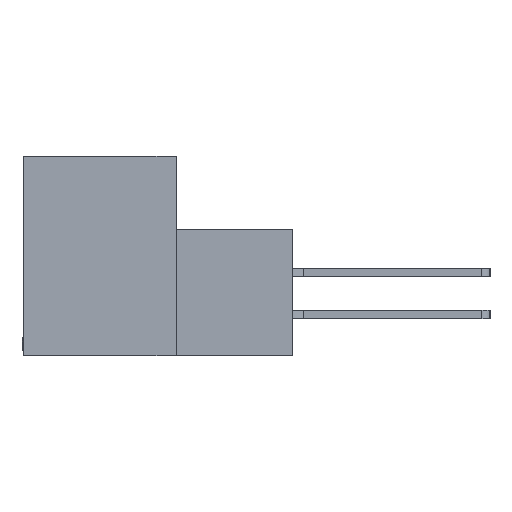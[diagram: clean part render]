
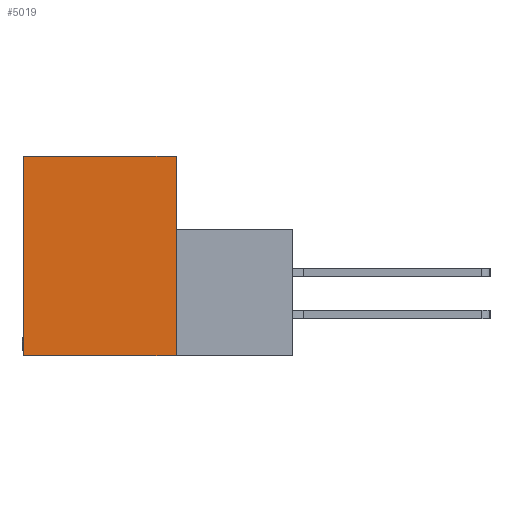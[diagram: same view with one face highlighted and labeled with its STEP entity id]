
A CAD part, left-side view. The second image highlights one B-rep face of the part: STEP entity #5019.
In plain terms, the highlighted planar face has unit normal (-1, 0, 0).
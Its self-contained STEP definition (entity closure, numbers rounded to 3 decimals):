
#4556 = DIRECTION ( 'NONE',  ( 0., -1., 0. ) ) ;
#5019 = ADVANCED_FACE ( 'NONE', ( #14999 ), #32112, .F. ) ;
#7276 = LINE ( 'NONE', #39136, #46752 ) ;
#8395 = EDGE_CURVE ( 'NONE', #27986, #17388, #38044, .T. ) ;
#8877 = DIRECTION ( 'NONE',  ( 0., 0., -1. ) ) ;
#9414 = VECTOR ( 'NONE', #45919, 1000. ) ;
#12088 = EDGE_CURVE ( 'NONE', #17388, #21931, #7276, .T. ) ;
#13469 = VECTOR ( 'NONE', #4556, 1000. ) ;
#14908 = ORIENTED_EDGE ( 'NONE', *, *, #8395, .F. ) ;
#14999 = FACE_OUTER_BOUND ( 'NONE', #50795, .T. ) ;
#16389 = CARTESIAN_POINT ( 'NONE',  ( 0., -8.814, -15.088 ) ) ;
#17388 = VERTEX_POINT ( 'NONE', #23003 ) ;
#18836 = CARTESIAN_POINT ( 'NONE',  ( 0., 0., 0. ) ) ;
#19013 = CARTESIAN_POINT ( 'NONE',  ( 0., 0., 0. ) ) ;
#20427 = DIRECTION ( 'NONE',  ( 1., 0., 0. ) ) ;
#21931 = VERTEX_POINT ( 'NONE', #40624 ) ;
#23003 = CARTESIAN_POINT ( 'NONE',  ( 0., 11.506, -15.088 ) ) ;
#24210 = CARTESIAN_POINT ( 'NONE',  ( 0., 0., 0. ) ) ;
#24842 = ORIENTED_EDGE ( 'NONE', *, *, #45855, .F. ) ;
#27986 = VERTEX_POINT ( 'NONE', #47052 ) ;
#32059 = DIRECTION ( 'NONE',  ( 0., 1., 0. ) ) ;
#32112 = PLANE ( 'NONE',  #38537 ) ;
#32494 = VECTOR ( 'NONE', #32059, 1000. ) ;
#38044 = LINE ( 'NONE', #16389, #32494 ) ;
#38537 = AXIS2_PLACEMENT_3D ( 'NONE', #24210, #20427, #8877 ) ;
#39136 = CARTESIAN_POINT ( 'NONE',  ( 0., 11.506, -15.088 ) ) ;
#39619 = LINE ( 'NONE', #18836, #9414 ) ;
#39693 = EDGE_CURVE ( 'NONE', #21931, #47588, #51146, .T. ) ;
#39892 = CARTESIAN_POINT ( 'NONE',  ( 0., 11.506, 0. ) ) ;
#40624 = CARTESIAN_POINT ( 'NONE',  ( 0., 11.506, 0. ) ) ;
#43823 = ORIENTED_EDGE ( 'NONE', *, *, #39693, .F. ) ;
#44016 = ORIENTED_EDGE ( 'NONE', *, *, #12088, .F. ) ;
#45855 = EDGE_CURVE ( 'NONE', #47588, #27986, #39619, .T. ) ;
#45919 = DIRECTION ( 'NONE',  ( 0., 0., -1. ) ) ;
#46595 = DIRECTION ( 'NONE',  ( 0., 0., 1. ) ) ;
#46752 = VECTOR ( 'NONE', #46595, 1000. ) ;
#47052 = CARTESIAN_POINT ( 'NONE',  ( 0., 0., -15.088 ) ) ;
#47588 = VERTEX_POINT ( 'NONE', #19013 ) ;
#50795 = EDGE_LOOP ( 'NONE', ( #14908, #24842, #43823, #44016 ) ) ;
#51146 = LINE ( 'NONE', #39892, #13469 ) ;
